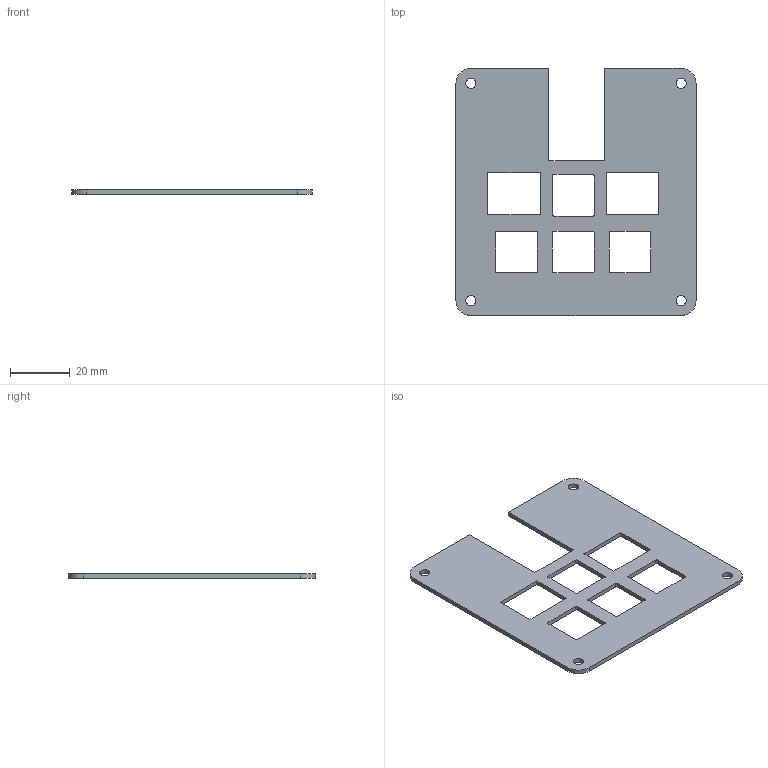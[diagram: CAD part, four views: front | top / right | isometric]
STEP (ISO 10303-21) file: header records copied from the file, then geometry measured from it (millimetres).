
FILE_DESCRIPTION(/* description */ (''),/* implementation_level */ '2;1');
FILE_NAME(/* name */ 'Top Plate.step',/* time_stamp */ '2026-01-17T18:56:58+05:30',/* author */ (''),/* organization */ (''),/* preprocessor_version */ 'ST-DEVELOPER v20.1',/* originating_system */ 'Autodesk Translation Framework v14.21.0.0',/* authorisation */ '');
FILE_SCHEMA (('AUTOMOTIVE_DESIGN { 1 0 10303 214 3 1 1 }'));
Length unit declared in the file: millimetre
Products named in the file (2): (Unsaved); plate-2026-01-16T08_37_23.197Z
Assembly tree (1 placements, depth 2):
  (Unsaved)
    plate-2026-01-16T08_37_23.197Z
Bounding box: 80.53 x 82.91 x 1.5 mm (x, y, z)
Volume: 7148.4 mm3; surface area: 10686.8 mm2
Topology: 1 solids, 1 shells, 58 faces, 168 edges, 112 vertices
Faces by surface type: plane 34, cylinder 24
Full cylindrical faces by diameter (mm): 3.4 x4
Entity records: 2013 total; most frequent: CARTESIAN_POINT 341, DIRECTION 338, ORIENTED_EDGE 336, EDGE_CURVE 168, LINE 120, VECTOR 120, VERTEX_POINT 112, AXIS2_PLACEMENT_3D 109
